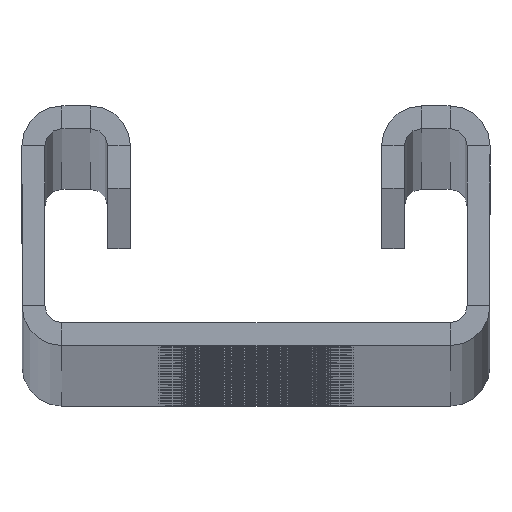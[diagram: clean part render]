
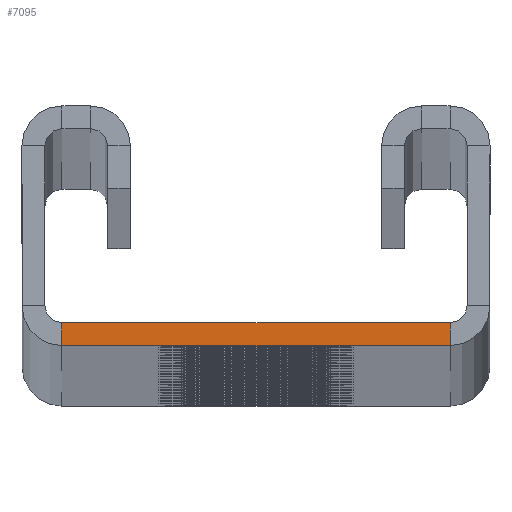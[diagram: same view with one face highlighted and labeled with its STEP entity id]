
A CAD part, top view. The second image highlights one B-rep face of the part: STEP entity #7095.
In plain terms, the highlighted planar face has unit normal (0, 0, 1).
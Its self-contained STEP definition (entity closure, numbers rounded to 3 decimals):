
#6472=CARTESIAN_POINT('',(17.0,-10.5,3040.0));
#6473=VERTEX_POINT('',#6472);
#6522=CARTESIAN_POINT('',(17.,-8.5,3040.0));
#6523=VERTEX_POINT('',#6522);
#6531=CARTESIAN_POINT('',(17.,-8.5,3040.0));
#6532=DIRECTION('',(0.0,-1.0,0.0));
#6533=VECTOR('',#6532,2.);
#6534=LINE('',#6531,#6533);
#6535=EDGE_CURVE('',#6523,#6473,#6534,.T.);
#6579=CARTESIAN_POINT('',(-17.0,-8.5,3040.0));
#6580=VERTEX_POINT('',#6579);
#6587=CARTESIAN_POINT('',(17.,-8.5,3040.0));
#6588=DIRECTION('',(-1.0,0.0,0.0));
#6589=VECTOR('',#6588,34.);
#6590=LINE('',#6587,#6589);
#6591=EDGE_CURVE('',#6523,#6580,#6590,.T.);
#7002=CARTESIAN_POINT('',(-17.,-10.5,3040.0));
#7003=VERTEX_POINT('',#7002);
#7054=CARTESIAN_POINT('',(-17.,-8.5,3040.0));
#7055=DIRECTION('',(0.0,-1.0,0.0));
#7056=VECTOR('',#7055,2.);
#7057=LINE('',#7054,#7056);
#7058=EDGE_CURVE('',#6580,#7003,#7057,.T.);
#7079=CARTESIAN_POINT('',(-44.715,-10.5,3040.0));
#7080=DIRECTION('',(0.0,0.0,1.0));
#7081=DIRECTION('',(0.0,-1.0,0.0));
#7082=AXIS2_PLACEMENT_3D('',#7079,#7080,#7081);
#7083=PLANE('',#7082);
#7084=ORIENTED_EDGE('',*,*,#6535,.F.);
#7085=ORIENTED_EDGE('',*,*,#6591,.T.);
#7086=ORIENTED_EDGE('',*,*,#7058,.T.);
#7087=CARTESIAN_POINT('',(-17.,-10.5,3040.0));
#7088=DIRECTION('',(1.0,0.0,0.0));
#7089=VECTOR('',#7088,34.);
#7090=LINE('',#7087,#7089);
#7091=EDGE_CURVE('',#7003,#6473,#7090,.T.);
#7092=ORIENTED_EDGE('',*,*,#7091,.T.);
#7093=EDGE_LOOP('',(#7084,#7085,#7086,#7092));
#7094=FACE_OUTER_BOUND('',#7093,.T.);
#7095=ADVANCED_FACE('',(#7094),#7083,.T.);
